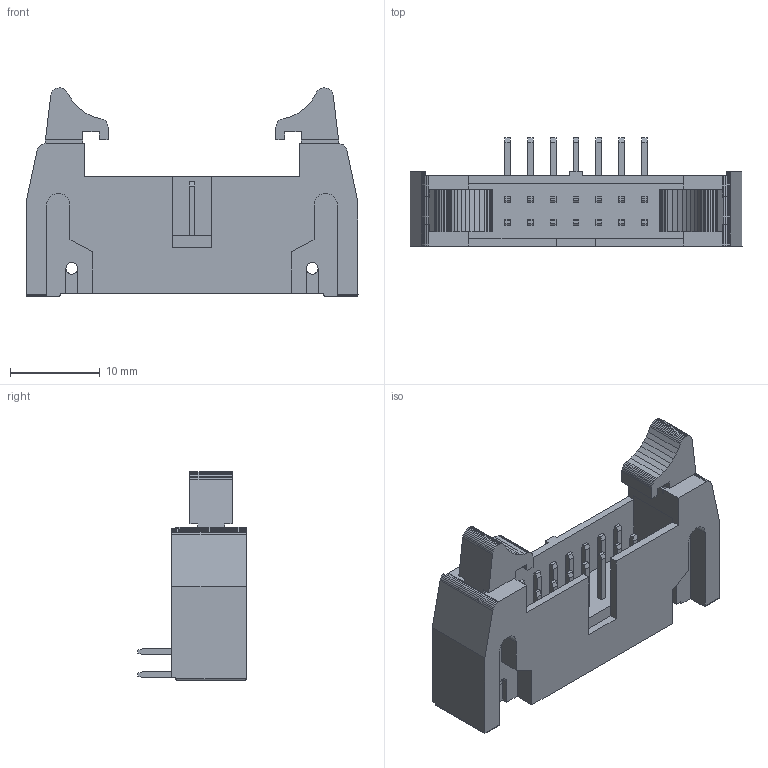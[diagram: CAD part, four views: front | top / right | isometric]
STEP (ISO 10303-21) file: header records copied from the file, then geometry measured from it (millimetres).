
FILE_DESCRIPTION(('STEP AP214'),'1');
FILE_NAME('header_awh14a-0222-t.stp','2015-03-31T15:59:21',('TraceParts'),('TraceParts S.A.'),'XStep 1.0',' ',' ');
FILE_SCHEMA(('automotive_design'));
Length unit declared in the file: millimetre
Products named in the file (1): 1
Bounding box: 36.98 x 12.1 x 23.2 mm (x, y, z)
Volume: 3219.8 mm3; surface area: 3114.6 mm2
Topology: 1 solids, 1 shells, 415 faces, 1176 edges, 782 vertices
Faces by surface type: plane 405, cylinder 10
Entity records: 26334 total; most frequent: CARTESIAN_POINT 2374, STYLED_ITEM 2373, PRESENTATION_STYLE_ASSIGNMENT 2373, COLOUR_RGB 2373, ORIENTED_EDGE 2352, DIRECTION 2046, EDGE_CURVE 1176, CURVE_STYLE 1176
